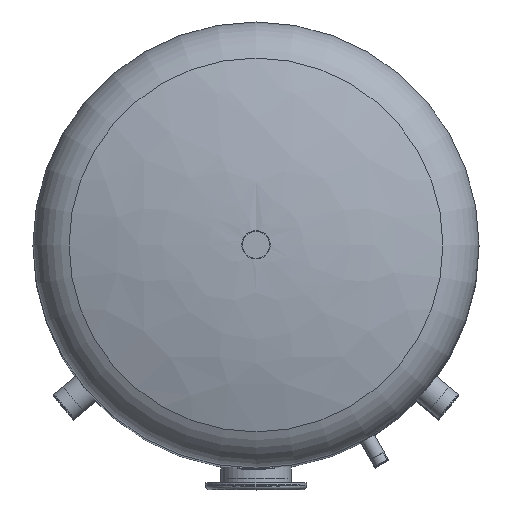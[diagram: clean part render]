
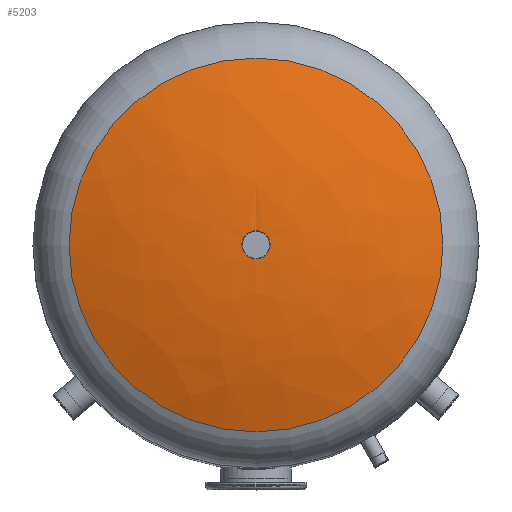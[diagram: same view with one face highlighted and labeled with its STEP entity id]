
A CAD part, top view. The second image highlights one B-rep face of the part: STEP entity #5203.
In plain terms, the highlighted free-form (B-spline) face has degree [2, 2] with [3, 9] control points.
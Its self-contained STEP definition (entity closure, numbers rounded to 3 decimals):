
#929=(
BOUNDED_CURVE()
B_SPLINE_CURVE(2,(#8010,#8011,#8012),.UNSPECIFIED.,.F.,.F.)
B_SPLINE_CURVE_WITH_KNOTS((3,3),(1.249,1.589),
 .UNSPECIFIED.)
CURVE()
GEOMETRIC_REPRESENTATION_ITEM()
RATIONAL_B_SPLINE_CURVE((1.,0.986,1.))
REPRESENTATION_ITEM($)
);
#931=(
BOUNDED_SURFACE()
B_SPLINE_SURFACE(2,2,((#7979,#7980,#7981,#7982,#7983,#7984,#7985,#7986,
#7987),(#7988,#7989,#7990,#7991,#7992,#7993,#7994,#7995,#7996),(#7997,#7998,
#7999,#8000,#8001,#8002,#8003,#8004,#8005)),.UNSPECIFIED.,.F.,.T.,.F.)
B_SPLINE_SURFACE_WITH_KNOTS((3,3),(3,2,2,2,3),(-1.589,-1.249),
(-3.142,-1.571,0.,1.571,3.142),
 .UNSPECIFIED.)
GEOMETRIC_REPRESENTATION_ITEM()
RATIONAL_B_SPLINE_SURFACE(((1.,0.707,1.,0.707,1.,
0.707,1.,0.707,1.),(0.986,0.697,
0.986,0.697,0.986,0.697,
0.986,0.697,0.986),(1.,0.707,
1.,0.707,1.,0.707,1.,0.707,1.)))
REPRESENTATION_ITEM($)
SURFACE()
);
#1242=FACE_OUTER_BOUND($,#1590,.T.);
#1590=EDGE_LOOP($,(#3592,#3593,#3594,#3595));
#2034=CIRCLE($,#5592,330.994);
#2035=CIRCLE($,#5593,330.994);
#2317=VERTEX_POINT($,#8006);
#2318=VERTEX_POINT($,#8007);
#2319=VERTEX_POINT($,#8009);
#2841=EDGE_CURVE($,#2317,#2318,#2034,.T.);
#2842=EDGE_CURVE($,#2318,#2319,#929,.T.);
#2843=EDGE_CURVE($,#2318,#2317,#2035,.T.);
#3592=ORIENTED_EDGE($,*,*,#2841,.T.);
#3593=ORIENTED_EDGE($,*,*,#2842,.T.);
#3594=ORIENTED_EDGE($,*,*,#2842,.F.);
#3595=ORIENTED_EDGE($,*,*,#2843,.T.);
#5203=ADVANCED_FACE($,(#1242),#931,.T.);
#5592=AXIS2_PLACEMENT_3D($,#8008,#6251,#6252);
#5593=AXIS2_PLACEMENT_3D($,#8013,#6253,#6254);
#6251=DIRECTION('center_axis',(0.,0.,
1.));
#6252=DIRECTION('ref_axis',(-1.,0.,0.));
#6253=DIRECTION('center_axis',(0.,0.,
1.));
#6254=DIRECTION('ref_axis',(-1.,0.,0.));
#7979=CARTESIAN_POINT('Ctrl Pts',(0.,0.,
1978.));
#7980=CARTESIAN_POINT('Ctrl Pts',(0.,0.,
1978.));
#7981=CARTESIAN_POINT('Ctrl Pts',(0.,0.,
1978.));
#7982=CARTESIAN_POINT('Ctrl Pts',(0.,0.,
1978.));
#7983=CARTESIAN_POINT('Ctrl Pts',(0.,0.,
1978.));
#7984=CARTESIAN_POINT('Ctrl Pts',(0.,0.,
1978.));
#7985=CARTESIAN_POINT('Ctrl Pts',(0.,0.,
1978.));
#7986=CARTESIAN_POINT('Ctrl Pts',(0.,0.,
1978.));
#7987=CARTESIAN_POINT('Ctrl Pts',(0.,0.,
1978.));
#7988=CARTESIAN_POINT('Ctrl Pts',(0.,169.847,
1981.046));
#7989=CARTESIAN_POINT('Ctrl Pts',(-169.847,169.847,1981.046));
#7990=CARTESIAN_POINT('Ctrl Pts',(-169.847,0.,
1981.046));
#7991=CARTESIAN_POINT('Ctrl Pts',(-169.847,-169.847,1981.046));
#7992=CARTESIAN_POINT('Ctrl Pts',(0.,-169.847,
1981.046));
#7993=CARTESIAN_POINT('Ctrl Pts',(169.847,-169.847,1981.046));
#7994=CARTESIAN_POINT('Ctrl Pts',(169.847,0.,
1981.046));
#7995=CARTESIAN_POINT('Ctrl Pts',(169.847,169.847,1981.046));
#7996=CARTESIAN_POINT('Ctrl Pts',(0.,169.847,
1981.046));
#7997=CARTESIAN_POINT('Ctrl Pts',(0.,330.994,
1927.298));
#7998=CARTESIAN_POINT('Ctrl Pts',(-330.994,330.994,1927.298));
#7999=CARTESIAN_POINT('Ctrl Pts',(-330.994,0.,
1927.298));
#8000=CARTESIAN_POINT('Ctrl Pts',(-330.994,-330.994,1927.298));
#8001=CARTESIAN_POINT('Ctrl Pts',(0.,-330.994,
1927.298));
#8002=CARTESIAN_POINT('Ctrl Pts',(330.994,-330.994,1927.298));
#8003=CARTESIAN_POINT('Ctrl Pts',(330.994,0.,
1927.298));
#8004=CARTESIAN_POINT('Ctrl Pts',(330.994,330.994,1927.298));
#8005=CARTESIAN_POINT('Ctrl Pts',(0.,330.994,
1927.298));
#8006=CARTESIAN_POINT('',(-330.994,0.,1927.298));
#8007=CARTESIAN_POINT('',(0.,330.994,1927.298));
#8008=CARTESIAN_POINT('Origin',(0.,0.,1927.298));
#8009=CARTESIAN_POINT('',(0.,0.,1978.));
#8010=CARTESIAN_POINT('Ctrl Pts',(0.,330.994,
1927.298));
#8011=CARTESIAN_POINT('Ctrl Pts',(0.,169.847,
1981.046));
#8012=CARTESIAN_POINT('Ctrl Pts',(0.,0.,
1978.));
#8013=CARTESIAN_POINT('Origin',(0.,0.,1927.298));
